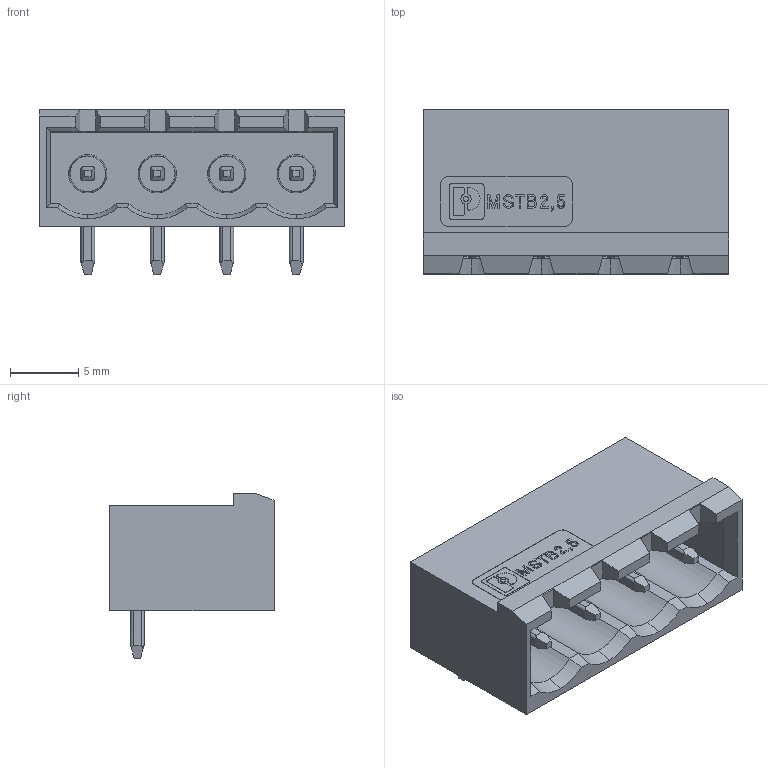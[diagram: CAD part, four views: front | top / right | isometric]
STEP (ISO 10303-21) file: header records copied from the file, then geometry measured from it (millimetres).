
FILE_DESCRIPTION(('STEP AP214'),'1');
FILE_NAME('cctmp_1C5DA049-F5D1-4FB3-8CEB-2C40FEE5C2DE_2023_02_03_17_34_32_0844_8348..stp','2023-02-03T17:34:33',('PHOENIX CONTACT Deutschland GmbH'),('CADClick - www.CADClick.com'),'Spatial InterOp 3D',' ','unknown authorization');
FILE_SCHEMA(('AUTOMOTIVE_DESIGN'));
Length unit declared in the file: millimetre
Products named in the file (6): 2023_02_03_17_34_32_0594; 2023_02_03_17_34_32_0844; 2023_02_03_17_34_32_0829; 2023_02_03_17_34_32_0813; 2023_02_03_17_34_32_0797; 2023_02_03_17_34_32_0766
Assembly tree (5 placements, depth 2):
  2023_02_03_17_34_32_0594
    2023_02_03_17_34_32_0844
    2023_02_03_17_34_32_0829
    2023_02_03_17_34_32_0813
    2023_02_03_17_34_32_0797
    2023_02_03_17_34_32_0766
Bounding box: 22.32 x 12 x 12.07 mm (x, y, z)
Volume: 1078.7 mm3; surface area: 1911.1 mm2
Topology: 5 solids, 5 shells, 609 faces, 1699 edges, 1118 vertices
Faces by surface type: plane 443, cylinder 126, bspline 16, cone 16, sphere 8
Entity records: 37864 total; most frequent: CARTESIAN_POINT 14184, ORIENTED_EDGE 3398, DIRECTION 3125, EDGE_CURVE 1699, LINE 1343, VECTOR 1343, STYLED_ITEM 1190, PRESENTATION_STYLE_ASSIGNMENT 1190
